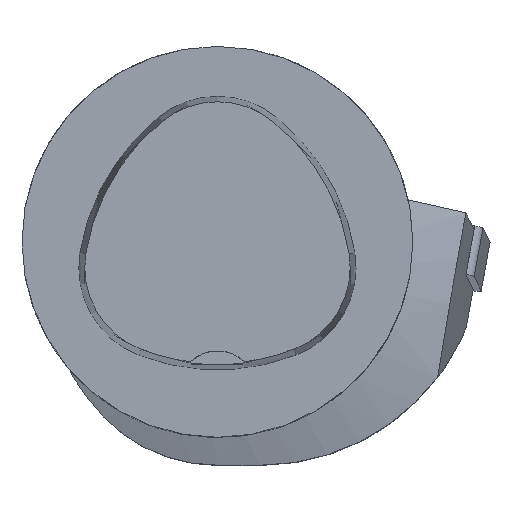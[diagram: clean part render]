
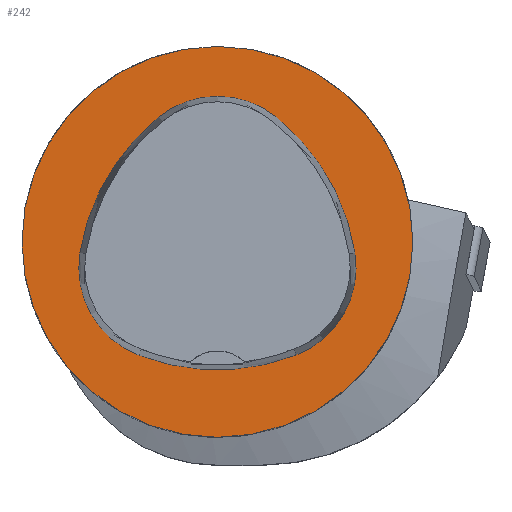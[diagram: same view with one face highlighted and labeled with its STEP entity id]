
A CAD part, top view. The second image highlights one B-rep face of the part: STEP entity #242.
In plain terms, the highlighted planar face has unit normal (0, 0, 1).
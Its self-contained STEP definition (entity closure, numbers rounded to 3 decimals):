
#242=ADVANCED_FACE('',(#489,#490),#296,.T.);
#296=PLANE('',#1410);
#489=FACE_BOUND('',#540,.T.);
#490=FACE_BOUND('',#541,.T.);
#540=EDGE_LOOP('',(#775,#776,#777,#778,#779,#780));
#541=EDGE_LOOP('',(#781));
#775=ORIENTED_EDGE('',*,*,#1157,.T.);
#776=ORIENTED_EDGE('',*,*,#1137,.T.);
#777=ORIENTED_EDGE('',*,*,#1141,.T.);
#778=ORIENTED_EDGE('',*,*,#1144,.T.);
#779=ORIENTED_EDGE('',*,*,#1147,.T.);
#780=ORIENTED_EDGE('',*,*,#1155,.T.);
#781=ORIENTED_EDGE('',*,*,#1128,.F.);
#993=VERTEX_POINT('',#2168);
#1002=VERTEX_POINT('',#2187);
#1003=VERTEX_POINT('',#2188);
#1006=VERTEX_POINT('',#2196);
#1008=VERTEX_POINT('',#2202);
#1010=VERTEX_POINT('',#2208);
#1017=VERTEX_POINT('',#2229);
#1128=EDGE_CURVE('',#993,#993,#1211,.T.);
#1137=EDGE_CURVE('',#1002,#1003,#1212,.T.);
#1141=EDGE_CURVE('',#1003,#1006,#1214,.T.);
#1144=EDGE_CURVE('',#1006,#1008,#1216,.T.);
#1147=EDGE_CURVE('',#1008,#1010,#1218,.T.);
#1155=EDGE_CURVE('',#1010,#1017,#1222,.T.);
#1157=EDGE_CURVE('',#1017,#1002,#1224,.T.);
#1211=CIRCLE('',#1382,25.);
#1212=CIRCLE('',#1388,28.);
#1214=CIRCLE('',#1391,12.);
#1216=CIRCLE('',#1394,28.);
#1218=CIRCLE('',#1397,12.);
#1222=CIRCLE('',#1402,28.);
#1224=CIRCLE('',#1405,12.);
#1382=AXIS2_PLACEMENT_3D('',#2167,#1653,#1654);
#1388=AXIS2_PLACEMENT_3D('',#2186,#1669,#1670);
#1391=AXIS2_PLACEMENT_3D('',#2195,#1677,#1678);
#1394=AXIS2_PLACEMENT_3D('',#2201,#1684,#1685);
#1397=AXIS2_PLACEMENT_3D('',#2207,#1691,#1692);
#1402=AXIS2_PLACEMENT_3D('',#2230,#1703,#1704);
#1405=AXIS2_PLACEMENT_3D('',#2233,#1709,#1710);
#1410=AXIS2_PLACEMENT_3D('',#2238,#1719,#1720);
#1653=DIRECTION('',(0.,0.,-1.));
#1654=DIRECTION('',(-1.,0.,0.));
#1669=DIRECTION('',(0.,0.,-1.));
#1670=DIRECTION('',(-1.,0.,0.));
#1677=DIRECTION('',(0.,0.,-1.));
#1678=DIRECTION('',(-1.,0.,0.));
#1684=DIRECTION('',(0.,0.,-1.));
#1685=DIRECTION('',(-1.,0.,0.));
#1691=DIRECTION('',(0.,0.,-1.));
#1692=DIRECTION('',(-1.,0.,0.));
#1703=DIRECTION('',(0.,0.,-1.));
#1704=DIRECTION('',(-1.,0.,0.));
#1709=DIRECTION('',(0.,0.,-1.));
#1710=DIRECTION('',(-1.,0.,0.));
#1719=DIRECTION('',(0.,0.,1.));
#1720=DIRECTION('',(1.,0.,0.));
#2167=CARTESIAN_POINT('',(0.,0.,
0.));
#2168=CARTESIAN_POINT('',(-25.,0.,0.));
#2186=CARTESIAN_POINT('',(10.068,-5.824,0.));
#2187=CARTESIAN_POINT('',(-17.584,-1.424,0.));
#2188=CARTESIAN_POINT('',(-7.531,15.953,0.));
#2195=CARTESIAN_POINT('',(0.011,6.62,0.));
#2196=CARTESIAN_POINT('',(7.567,15.942,0.));
#2201=CARTESIAN_POINT('',(-10.063,-5.81,0.));
#2202=CARTESIAN_POINT('',(17.59,-1.418,0.));
#2207=CARTESIAN_POINT('',(5.739,-3.3,0.));
#2208=CARTESIAN_POINT('',(10.05,-14.499,0.));
#2229=CARTESIAN_POINT('',(-10.025,-14.516,0.));
#2230=CARTESIAN_POINT('',(-0.01,11.631,0.));
#2233=CARTESIAN_POINT('',(-5.733,-3.31,0.));
#2238=CARTESIAN_POINT('',(0.,0.,
0.));
